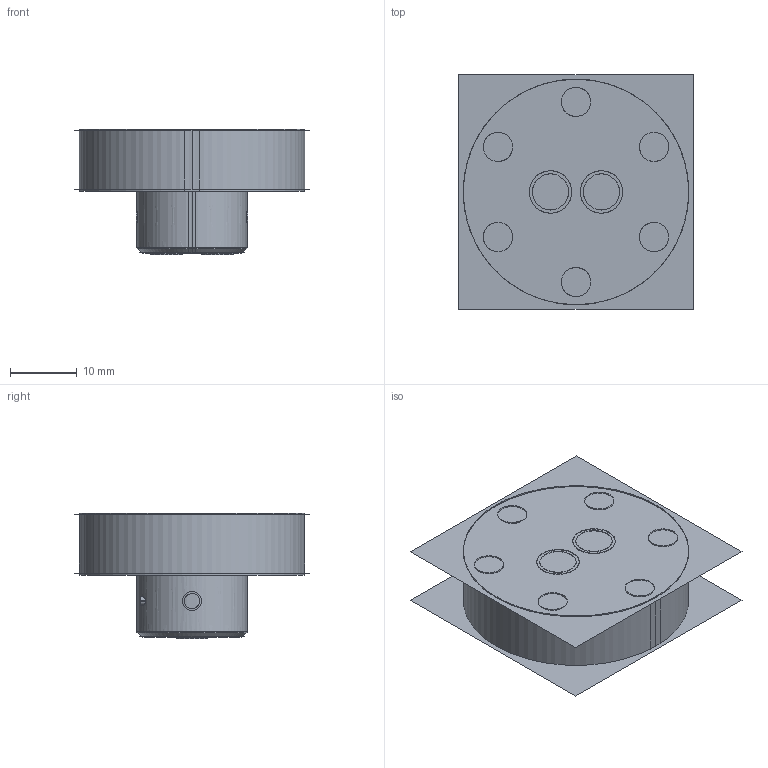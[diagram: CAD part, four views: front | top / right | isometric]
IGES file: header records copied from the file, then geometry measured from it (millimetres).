
Start section:  PTC IGES file: 193321.igs
Global section: file name: 193321.igs; native system: Creo Parametric by Parametric Technology Corporation; preprocessor: 2013230; author: pdmadmin; organization: Unknown; date: 20160210.101749; units: millimetre
Bounding box: 35.15 x 35.13 x 18.75 mm (x, y, z)
Volume: 8355.5 mm3; surface area: 22567.9 mm2
Topology: 1 solids, 5 shells, 108 faces, 696 edges, 962 vertices
Faces by surface type: revolution 96, bspline 12
